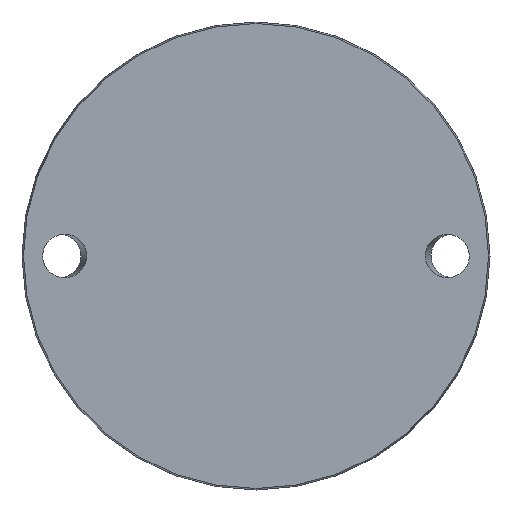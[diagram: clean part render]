
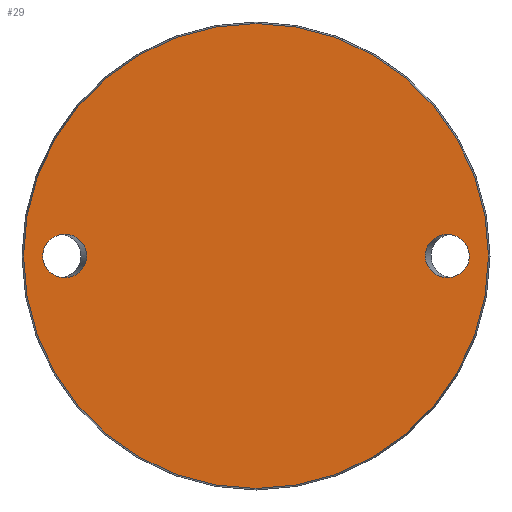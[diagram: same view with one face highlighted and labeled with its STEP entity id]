
A CAD part, front view. The second image highlights one B-rep face of the part: STEP entity #29.
In plain terms, the highlighted planar face has unit normal (0, -1, 0).
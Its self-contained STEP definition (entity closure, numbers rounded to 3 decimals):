
#3 = CARTESIAN_POINT ( 'NONE',  ( 64.385, 0., 0. ) ) ;
#6 = EDGE_LOOP ( 'NONE', ( #64 ) ) ;
#24 = CARTESIAN_POINT ( 'NONE',  ( 64.385, 0., 16.5 ) ) ;
#29 = ADVANCED_FACE ( 'NONE', ( #627, #939, #77 ), #949, .F. ) ;
#48 = EDGE_CURVE ( 'NONE', #565, #565, #704, .T. ) ;
#64 = ORIENTED_EDGE ( 'NONE', *, *, #48, .T. ) ;
#77 = FACE_OUTER_BOUND ( 'NONE', #154, .T. ) ;
#95 = ORIENTED_EDGE ( 'NONE', *, *, #578, .F. ) ;
#101 = CARTESIAN_POINT ( 'NONE',  ( 81.115, 0., 0. ) ) ;
#150 = CARTESIAN_POINT ( 'NONE',  ( -81.115, 0., 0. ) ) ;
#154 = EDGE_LOOP ( 'NONE', ( #735 ) ) ;
#170 = VERTEX_POINT ( 'NONE', #662 ) ;
#179 = VERTEX_POINT ( 'NONE', #904 ) ;
#226 = DIRECTION ( 'NONE',  ( 0., 0., 1. ) ) ;
#236 = CARTESIAN_POINT ( 'NONE',  ( -64.385, 0., 16.5 ) ) ;
#254 = CARTESIAN_POINT ( 'NONE',  ( 64.385, 0., -16.5 ) ) ;
#319 = CARTESIAN_POINT ( 'NONE',  ( -81.115, 0., 0. ) ) ;
#389 = CIRCLE ( 'NONE', #981, 88.425 ) ;
#431 = CARTESIAN_POINT ( 'NONE',  ( 64.385, 0., 0. ) ) ;
#443 = DIRECTION ( 'NONE',  ( 0., 0., -1. ) ) ;
#479 = CARTESIAN_POINT ( 'NONE',  ( -81.115, 0., 16.5 ) ) ;
#484 = CARTESIAN_POINT ( 'NONE',  ( -64.385, 0., -16.5 ) ) ;
#565 = VERTEX_POINT ( 'NONE', #319 ) ;
#578 = EDGE_CURVE ( 'NONE', #170, #170, #871, .T. ) ;
#600 = DIRECTION ( 'NONE',  ( 0., -1., 0. ) ) ;
#627 = FACE_BOUND ( 'NONE', #6, .T. ) ;
#632 = DIRECTION ( 'NONE',  ( 0., 1., 0. ) ) ;
#662 = CARTESIAN_POINT ( 'NONE',  ( 64.385, 0., 0. ) ) ;
#696 = CARTESIAN_POINT ( 'NONE',  ( 0., 0., 0. ) ) ;
#704 =( BOUNDED_CURVE ( )  B_SPLINE_CURVE ( 3, ( #150, #479, #236, #878, #484, #801, #1033 ),
 .UNSPECIFIED., .T., .F. ) 
 B_SPLINE_CURVE_WITH_KNOTS ( ( 4, 3, 4 ),
 ( 0., 3.142, 6.283 ),
 .UNSPECIFIED. ) 
 CURVE ( )  GEOMETRIC_REPRESENTATION_ITEM ( )  RATIONAL_B_SPLINE_CURVE ( ( 1., 0.333, 0.333, 1., 0.333, 0.333, 1. ) ) 
 REPRESENTATION_ITEM ( '' )  );
#721 = CARTESIAN_POINT ( 'NONE',  ( -88.425, 0., 0. ) ) ;
#723 = AXIS2_PLACEMENT_3D ( 'NONE', #721, #632, #226 ) ;
#735 = ORIENTED_EDGE ( 'NONE', *, *, #847, .T. ) ;
#801 = CARTESIAN_POINT ( 'NONE',  ( -81.115, 0., -16.5 ) ) ;
#829 = CARTESIAN_POINT ( 'NONE',  ( 81.115, 0., -16.5 ) ) ;
#847 = EDGE_CURVE ( 'NONE', #179, #179, #389, .T. ) ;
#871 =( BOUNDED_CURVE ( )  B_SPLINE_CURVE ( 3, ( #3, #254, #829, #101, #899, #24, #431 ),
 .UNSPECIFIED., .T., .T. ) 
 B_SPLINE_CURVE_WITH_KNOTS ( ( 4, 3, 4 ),
 ( 0., 3.142, 6.283 ),
 .UNSPECIFIED. ) 
 CURVE ( )  GEOMETRIC_REPRESENTATION_ITEM ( )  RATIONAL_B_SPLINE_CURVE ( ( 1., 0.333, 0.333, 1., 0.333, 0.333, 1. ) ) 
 REPRESENTATION_ITEM ( '' )  );
#878 = CARTESIAN_POINT ( 'NONE',  ( -64.385, 0., 0. ) ) ;
#899 = CARTESIAN_POINT ( 'NONE',  ( 81.115, 0., 16.5 ) ) ;
#904 = CARTESIAN_POINT ( 'NONE',  ( 0., 0., -88.425 ) ) ;
#911 = EDGE_LOOP ( 'NONE', ( #95 ) ) ;
#939 = FACE_BOUND ( 'NONE', #911, .T. ) ;
#949 = PLANE ( 'NONE',  #723 ) ;
#981 = AXIS2_PLACEMENT_3D ( 'NONE', #696, #600, #443 ) ;
#1033 = CARTESIAN_POINT ( 'NONE',  ( -81.115, 0., 0. ) ) ;
